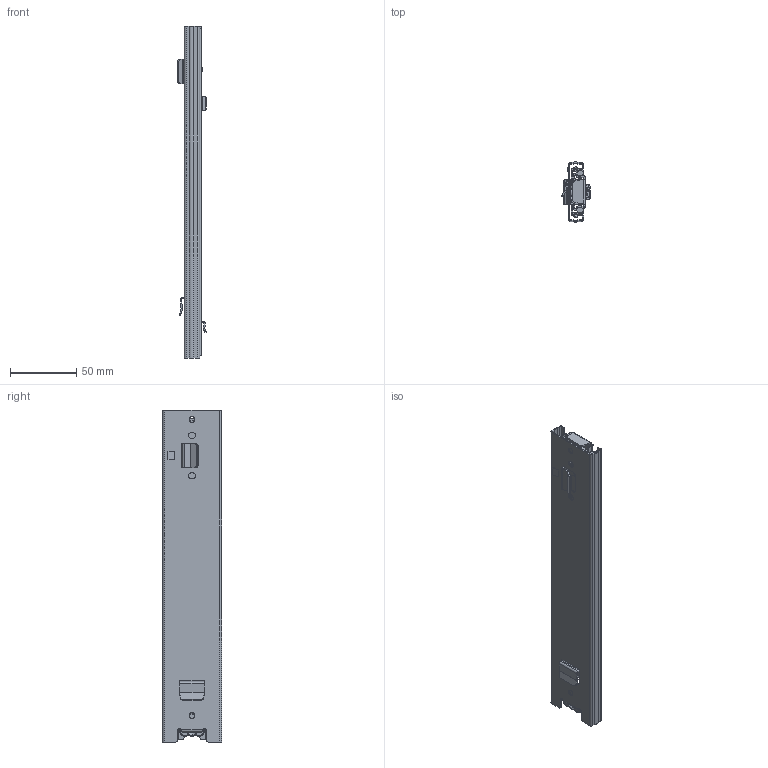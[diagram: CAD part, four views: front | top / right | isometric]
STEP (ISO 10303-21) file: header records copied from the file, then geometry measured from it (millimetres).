
FILE_DESCRIPTION (( 'STEP AP214' ), '1' );
FILE_NAME ('FR_5045_SMT.0250mm_10inch_1,5_closed_left.STEP', '2022-11-02T12:54:24', ( '' ), ( '' ), 'SwSTEP 2.0', 'SolidWorks 2020', '' );
FILE_SCHEMA (( 'AUTOMOTIVE_DESIGN' ));
Length unit declared in the file: millimetre
Products named in the file (11): 5045.XXX-03.C101A_NL  250; 5045.XXX-02.C101A_NL  250; FR_5045_SMT.0250mm_10inch_1,5_closed_left; 5045 DETENT; 5045 TRIGGER; 5045 MIDDLE STOP; 5045.XXX-01.C101A_NL  250; 5045 RIVET
Assembly tree (10 placements, depth 3):
  FR_5045_SMT.0250mm_10inch_1,5_closed_left
    5045.XXX-01.C101A_NL  250
      5045.XXX-01.C101A_NL  250
      5045 DETENT
    5045.XXX-03.C101A_NL  250
      5045.XXX-03.C101A_NL  250
      5045 RIVET
      5045 TRIGGER
    5045.XXX-02.C101A_NL  250
      5045.XXX-02.C101A_NL  250
      5045 MIDDLE STOP
Bounding box: 21.57 x 44.98 x 250 mm (x, y, z)
Volume: 42305.4 mm3; surface area: 81180.2 mm2
Topology: 7 solids, 7 shells, 670 faces, 1686 edges, 1030 vertices
Faces by surface type: plane 376, cylinder 238, bspline 42, torus 8, cone 6
Entity records: 21002 total; most frequent: CARTESIAN_POINT 4616, ORIENTED_EDGE 3368, DIRECTION 3354, EDGE_CURVE 1684, AXIS2_PLACEMENT_3D 1148, LINE 1058, VECTOR 1058, VERTEX_POINT 1030
